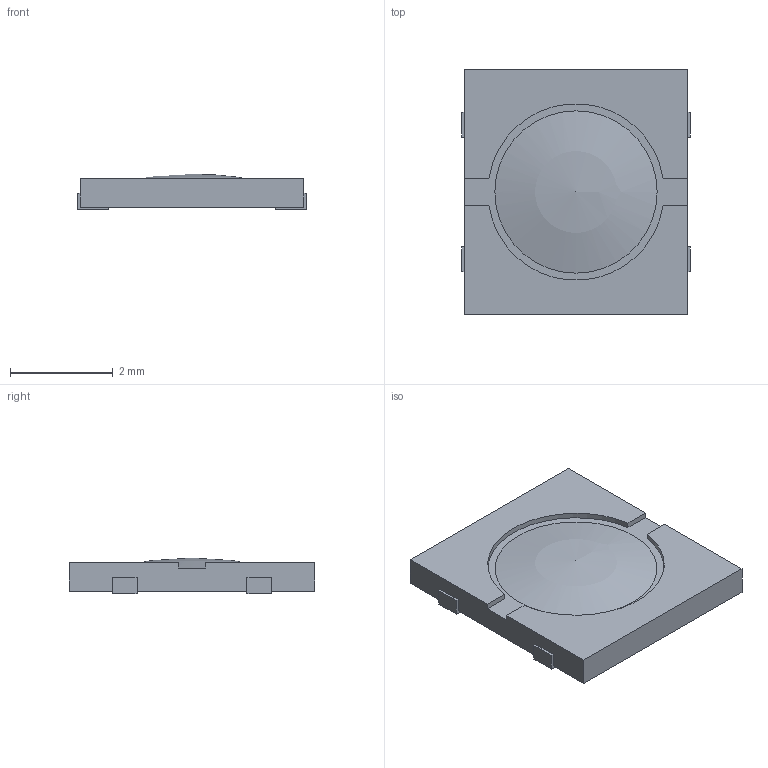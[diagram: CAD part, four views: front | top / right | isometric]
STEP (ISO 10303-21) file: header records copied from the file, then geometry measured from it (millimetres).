
FILE_DESCRIPTION(/* description */ ('Unknown'),/* implementation_level */ '2;1');
FILE_NAME(/* name */ '4.8x4.8x0.55mm',/* time_stamp */ '2018-10-30T14:39:59-04:00',/* author */ ('Unknown'),/* organization */ ('Unknown'),/* preprocessor_version */ 'ST-DEVELOPER v16.7',/* originating_system */ 'DEX',/* authorisation */ $);
FILE_SCHEMA (('AUTOMOTIVE_DESIGN {1 0 10303 214 3 1 1}'));
Length unit declared in the file: millimetre
Products named in the file (1): 4.8x4.8x0.55mm
Bounding box: 4.45 x 4.78 x 0.7 mm (x, y, z)
Volume: 11.3 mm3; surface area: 58.8 mm2
Topology: 1 solids, 21 shells, 211 faces, 507 edges, 338 vertices
Faces by surface type: plane 169, bspline 39, cylinder 2, sphere 1
Entity records: 8779 total; most frequent: CARTESIAN_POINT 3015, ORIENTED_EDGE 1002, DIRECTION 588, EDGE_CURVE 501, VERTEX_POINT 337, B_SPLINE_CURVE_WITH_KNOTS 264, LINE 232, VECTOR 232
